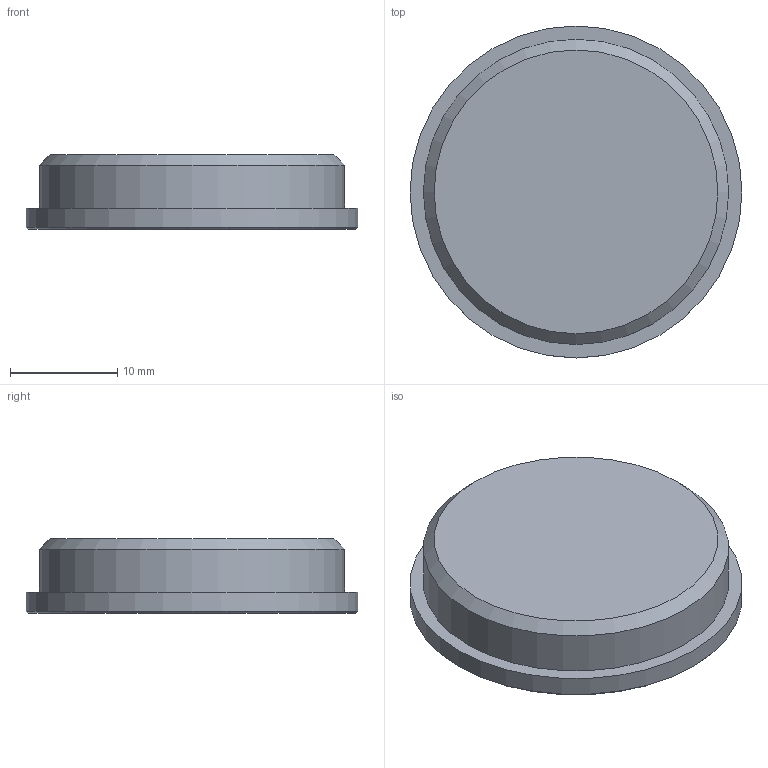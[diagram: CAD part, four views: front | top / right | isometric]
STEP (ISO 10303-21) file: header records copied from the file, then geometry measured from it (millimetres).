
FILE_DESCRIPTION(/* description */ (''),/* implementation_level */ '2;1');
FILE_NAME(/* name */ 'Engine plug 29 mm.step',/* time_stamp */ '2024-02-10T17:30:03+01:00',/* author */ (''),/* organization */ (''),/* preprocessor_version */ 'ST-DEVELOPER v20',/* originating_system */ 'Autodesk Translation Framework v12.20.1.177',/* authorisation */ '');
FILE_SCHEMA (('AUTOMOTIVE_DESIGN { 1 0 10303 214 3 1 1 }'));
Length unit declared in the file: millimetre
Products named in the file (1): 29mm
Bounding box: 31 x 31 x 7 mm (x, y, z)
Volume: 4665.2 mm3; surface area: 2177.7 mm2
Topology: 5 solids, 5 shells, 123 faces, 334 edges, 222 vertices
Faces by surface type: bspline 81, plane 38, cone 2, cylinder 2
Full cylindrical faces by diameter (mm): 28.5 x1, 31 x1
Entity records: 4641 total; most frequent: CARTESIAN_POINT 2057, ORIENTED_EDGE 668, EDGE_CURVE 334, DIRECTION 264, VERTEX_POINT 222, LINE 166, VECTOR 166, B_SPLINE_CURVE_WITH_KNOTS 162
